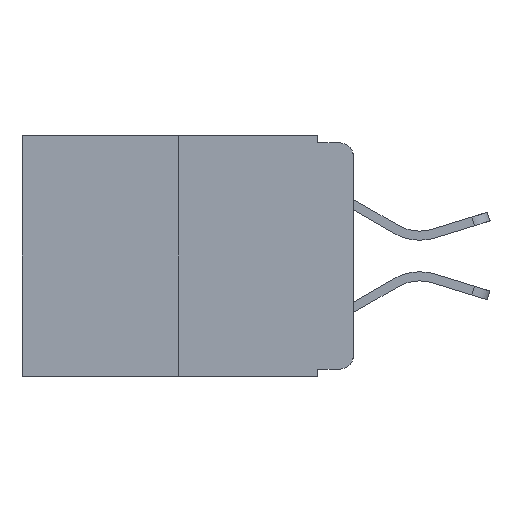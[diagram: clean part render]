
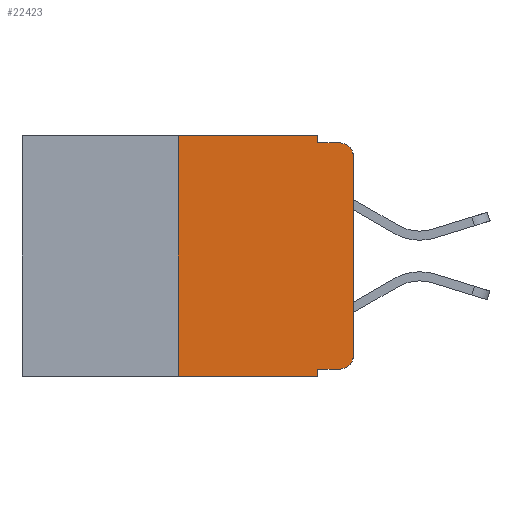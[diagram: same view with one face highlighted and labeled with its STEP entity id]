
A CAD part, left-side view. The second image highlights one B-rep face of the part: STEP entity #22423.
In plain terms, the highlighted planar face has unit normal (-1, 0, 0).
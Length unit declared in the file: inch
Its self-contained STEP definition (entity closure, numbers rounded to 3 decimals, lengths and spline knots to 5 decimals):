
#22 = EDGE_CURVE ( 'NONE', #10356, #18394, #15093, .T. ) ;
#244 = VERTEX_POINT ( 'NONE', #2680 ) ;
#764 = AXIS2_PLACEMENT_3D ( 'NONE', #18659, #6898, #20749 ) ;
#820 = CARTESIAN_POINT ( 'NONE',  ( 0., 0., 0. ) ) ;
#1370 = ORIENTED_EDGE ( 'NONE', *, *, #11713, .F. ) ;
#1707 = ORIENTED_EDGE ( 'NONE', *, *, #3225, .F. ) ;
#1979 = CARTESIAN_POINT ( 'NONE',  ( 0., 0.02, -0.01 ) ) ;
#2064 = LINE ( 'NONE', #15017, #24663 ) ;
#2662 = VECTOR ( 'NONE', #13906, 39.37008 ) ;
#2680 = CARTESIAN_POINT ( 'NONE',  ( 0., 0.051, -0.343 ) ) ;
#2738 = CIRCLE ( 'NONE', #8934, 0.02 ) ;
#3225 = EDGE_CURVE ( 'NONE', #19088, #244, #24055, .T. ) ;
#3584 = VECTOR ( 'NONE', #25595, 39.37008 ) ;
#3755 = ORIENTED_EDGE ( 'NONE', *, *, #22, .F. ) ;
#4811 = CARTESIAN_POINT ( 'NONE',  ( 0., 0.473, -0.343 ) ) ;
#5296 = VECTOR ( 'NONE', #24662, 39.37008 ) ;
#5555 = EDGE_CURVE ( 'NONE', #13455, #14310, #19899, .T. ) ;
#5627 = DIRECTION ( 'NONE',  ( 0., -1., 0. ) ) ;
#5937 = DIRECTION ( 'NONE',  ( -1., 0., 0. ) ) ;
#6071 = DIRECTION ( 'NONE',  ( 0., -1., 0. ) ) ;
#6482 = CARTESIAN_POINT ( 'NONE',  ( 0., 0.02, -0.03 ) ) ;
#6898 = DIRECTION ( 'NONE',  ( 1., 0., 0. ) ) ;
#7258 = DIRECTION ( 'NONE',  ( 0., -1., 0. ) ) ;
#7751 = CARTESIAN_POINT ( 'NONE',  ( 0., 0.051, 0. ) ) ;
#7773 = ORIENTED_EDGE ( 'NONE', *, *, #24760, .F. ) ;
#8701 = PLANE ( 'NONE',  #764 ) ;
#8917 = VECTOR ( 'NONE', #7258, 39.37008 ) ;
#8934 = AXIS2_PLACEMENT_3D ( 'NONE', #9298, #5937, #17567 ) ;
#9147 = EDGE_CURVE ( 'NONE', #10356, #244, #14752, .T. ) ;
#9173 = AXIS2_PLACEMENT_3D ( 'NONE', #6482, #16317, #24244 ) ;
#9298 = CARTESIAN_POINT ( 'NONE',  ( 0., 0.02, -0.313 ) ) ;
#9498 = LINE ( 'NONE', #25337, #3584 ) ;
#9545 = CARTESIAN_POINT ( 'NONE',  ( 0., 0.25, 0. ) ) ;
#9920 = EDGE_LOOP ( 'NONE', ( #12565, #21384, #7773, #12838, #1370, #3755, #13070, #1707, #16460, #12756 ) ) ;
#10040 = LINE ( 'NONE', #15460, #19866 ) ;
#10356 = VERTEX_POINT ( 'NONE', #15131 ) ;
#10926 = EDGE_CURVE ( 'NONE', #20197, #16763, #2738, .T. ) ;
#11343 = VECTOR ( 'NONE', #20603, 39.37008 ) ;
#11713 = EDGE_CURVE ( 'NONE', #18394, #21159, #11888, .T. ) ;
#11725 = EDGE_CURVE ( 'NONE', #19088, #20197, #2064, .T. ) ;
#11888 = LINE ( 'NONE', #23830, #8917 ) ;
#11971 = CARTESIAN_POINT ( 'NONE',  ( 0., 0.051, -0.333 ) ) ;
#12565 = ORIENTED_EDGE ( 'NONE', *, *, #22400, .T. ) ;
#12682 = EDGE_CURVE ( 'NONE', #21159, #20009, #9498, .T. ) ;
#12756 = ORIENTED_EDGE ( 'NONE', *, *, #10926, .T. ) ;
#12838 = ORIENTED_EDGE ( 'NONE', *, *, #12682, .F. ) ;
#13070 = ORIENTED_EDGE ( 'NONE', *, *, #9147, .T. ) ;
#13411 = CARTESIAN_POINT ( 'NONE',  ( 0., 0.25, 0. ) ) ;
#13455 = VERTEX_POINT ( 'NONE', #25266 ) ;
#13906 = DIRECTION ( 'NONE',  ( 0., 0., -1. ) ) ;
#14310 = VERTEX_POINT ( 'NONE', #1979 ) ;
#14752 = LINE ( 'NONE', #4811, #11343 ) ;
#15017 = CARTESIAN_POINT ( 'NONE',  ( 0., 0.051, -0.333 ) ) ;
#15093 = LINE ( 'NONE', #9545, #16451 ) ;
#15131 = CARTESIAN_POINT ( 'NONE',  ( 0., 0.25, -0.343 ) ) ;
#15460 = CARTESIAN_POINT ( 'NONE',  ( 0., 0.051, -0.01 ) ) ;
#16317 = DIRECTION ( 'NONE',  ( -1., 0., 0. ) ) ;
#16451 = VECTOR ( 'NONE', #19105, 39.37008 ) ;
#16460 = ORIENTED_EDGE ( 'NONE', *, *, #11725, .T. ) ;
#16763 = VERTEX_POINT ( 'NONE', #21766 ) ;
#17567 = DIRECTION ( 'NONE',  ( 0., 0., -1. ) ) ;
#18394 = VERTEX_POINT ( 'NONE', #13411 ) ;
#18659 = CARTESIAN_POINT ( 'NONE',  ( 0., 0.473, 0. ) ) ;
#18781 = LINE ( 'NONE', #820, #5296 ) ;
#19088 = VERTEX_POINT ( 'NONE', #11971 ) ;
#19105 = DIRECTION ( 'NONE',  ( 0., 0., 1. ) ) ;
#19866 = VECTOR ( 'NONE', #5627, 39.37008 ) ;
#19899 = CIRCLE ( 'NONE', #9173, 0.02 ) ;
#20009 = VERTEX_POINT ( 'NONE', #23943 ) ;
#20197 = VERTEX_POINT ( 'NONE', #23947 ) ;
#20371 = FACE_OUTER_BOUND ( 'NONE', #9920, .T. ) ;
#20401 = CARTESIAN_POINT ( 'NONE',  ( 0., 0.051, 0. ) ) ;
#20603 = DIRECTION ( 'NONE',  ( 0., -1., 0. ) ) ;
#20749 = DIRECTION ( 'NONE',  ( 0., 0., -1. ) ) ;
#21159 = VERTEX_POINT ( 'NONE', #7751 ) ;
#21384 = ORIENTED_EDGE ( 'NONE', *, *, #5555, .T. ) ;
#21766 = CARTESIAN_POINT ( 'NONE',  ( 0., 0., -0.313 ) ) ;
#22400 = EDGE_CURVE ( 'NONE', #16763, #13455, #18781, .T. ) ;
#22423 = ADVANCED_FACE ( 'NONE', ( #20371 ), #8701, .F. ) ;
#23830 = CARTESIAN_POINT ( 'NONE',  ( 0., 0.473, 0. ) ) ;
#23943 = CARTESIAN_POINT ( 'NONE',  ( 0., 0.051, -0.01 ) ) ;
#23947 = CARTESIAN_POINT ( 'NONE',  ( 0., 0.02, -0.333 ) ) ;
#24055 = LINE ( 'NONE', #20401, #2662 ) ;
#24244 = DIRECTION ( 'NONE',  ( 0., 0., -1. ) ) ;
#24662 = DIRECTION ( 'NONE',  ( 0., 0., 1. ) ) ;
#24663 = VECTOR ( 'NONE', #6071, 39.37008 ) ;
#24760 = EDGE_CURVE ( 'NONE', #20009, #14310, #10040, .T. ) ;
#25266 = CARTESIAN_POINT ( 'NONE',  ( 0., 0., -0.03 ) ) ;
#25337 = CARTESIAN_POINT ( 'NONE',  ( 0., 0.051, 0. ) ) ;
#25595 = DIRECTION ( 'NONE',  ( 0., 0., -1. ) ) ;
